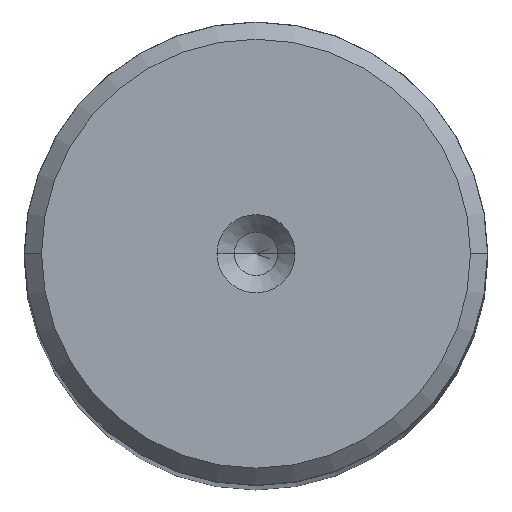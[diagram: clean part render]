
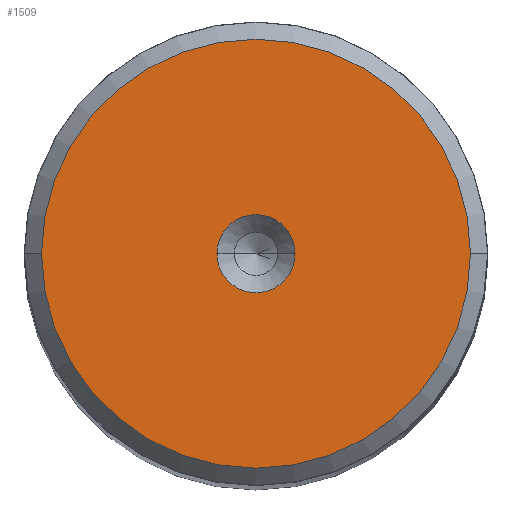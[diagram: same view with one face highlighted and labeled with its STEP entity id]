
A CAD part, top view. The second image highlights one B-rep face of the part: STEP entity #1509.
In plain terms, the highlighted planar face has unit normal (0, 0, 1).
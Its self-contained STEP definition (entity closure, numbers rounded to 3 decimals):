
#28 = DIRECTION ( 'NONE',  ( 0., 0., 1. ) ) ;
#33 = ORIENTED_EDGE ( 'NONE', *, *, #1499, .T. ) ;
#110 = DIRECTION ( 'NONE',  ( 0., 0., 1. ) ) ;
#114 = CARTESIAN_POINT ( 'NONE',  ( 0., 0., 180. ) ) ;
#128 = DIRECTION ( 'NONE',  ( 1., 0., 0. ) ) ;
#182 = VERTEX_POINT ( 'NONE', #1074 ) ;
#199 = VERTEX_POINT ( 'NONE', #1512 ) ;
#244 = CARTESIAN_POINT ( 'NONE',  ( 0., 0., 180. ) ) ;
#262 = DIRECTION ( 'NONE',  ( 1., 0., 0. ) ) ;
#364 = EDGE_CURVE ( 'NONE', #182, #199, #2351, .T. ) ;
#383 = DIRECTION ( 'NONE',  ( 1., 0., 0. ) ) ;
#471 = CIRCLE ( 'NONE', #796, 14.812 ) ;
#551 = CARTESIAN_POINT ( 'NONE',  ( 0., 0., 180. ) ) ;
#565 = PLANE ( 'NONE',  #765 ) ;
#642 = CARTESIAN_POINT ( 'NONE',  ( -14.812, 0., 180. ) ) ;
#696 = VERTEX_POINT ( 'NONE', #1102 ) ;
#739 = CARTESIAN_POINT ( 'NONE',  ( 0., 0., 180. ) ) ;
#765 = AXIS2_PLACEMENT_3D ( 'NONE', #114, #1405, #128 ) ;
#796 = AXIS2_PLACEMENT_3D ( 'NONE', #739, #2482, #2467 ) ;
#831 = FACE_OUTER_BOUND ( 'NONE', #1144, .T. ) ;
#909 = AXIS2_PLACEMENT_3D ( 'NONE', #244, #28, #262 ) ;
#1074 = CARTESIAN_POINT ( 'NONE',  ( -2.7, 0., 180. ) ) ;
#1091 = CIRCLE ( 'NONE', #1935, 2.7 ) ;
#1102 = CARTESIAN_POINT ( 'NONE',  ( 14.812, 0., 180. ) ) ;
#1144 = EDGE_LOOP ( 'NONE', ( #33, #2251 ) ) ;
#1327 = ORIENTED_EDGE ( 'NONE', *, *, #364, .F. ) ;
#1380 = FACE_BOUND ( 'NONE', #1637, .T. ) ;
#1405 = DIRECTION ( 'NONE',  ( 0., 0., 1. ) ) ;
#1499 = EDGE_CURVE ( 'NONE', #2160, #696, #471, .T. ) ;
#1509 = ADVANCED_FACE ( 'NONE', ( #1380, #831 ), #565, .T. ) ;
#1512 = CARTESIAN_POINT ( 'NONE',  ( 2.7, 0., 180. ) ) ;
#1637 = EDGE_LOOP ( 'NONE', ( #1697, #1327 ) ) ;
#1697 = ORIENTED_EDGE ( 'NONE', *, *, #2082, .F. ) ;
#1754 = AXIS2_PLACEMENT_3D ( 'NONE', #551, #110, #1810 ) ;
#1810 = DIRECTION ( 'NONE',  ( 1., 0., 0. ) ) ;
#1935 = AXIS2_PLACEMENT_3D ( 'NONE', #2722, #2500, #383 ) ;
#2082 = EDGE_CURVE ( 'NONE', #199, #182, #1091, .T. ) ;
#2160 = VERTEX_POINT ( 'NONE', #642 ) ;
#2251 = ORIENTED_EDGE ( 'NONE', *, *, #2302, .T. ) ;
#2302 = EDGE_CURVE ( 'NONE', #696, #2160, #2445, .T. ) ;
#2351 = CIRCLE ( 'NONE', #1754, 2.7 ) ;
#2445 = CIRCLE ( 'NONE', #909, 14.812 ) ;
#2467 = DIRECTION ( 'NONE',  ( 1., 0., 0. ) ) ;
#2482 = DIRECTION ( 'NONE',  ( 0., 0., 1. ) ) ;
#2500 = DIRECTION ( 'NONE',  ( 0., 0., 1. ) ) ;
#2722 = CARTESIAN_POINT ( 'NONE',  ( 0., 0., 180. ) ) ;
